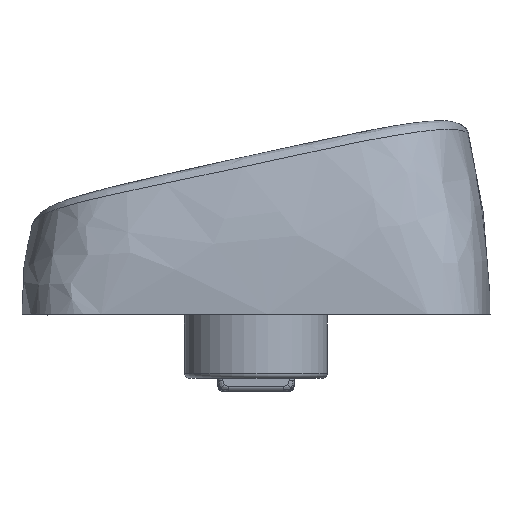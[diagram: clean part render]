
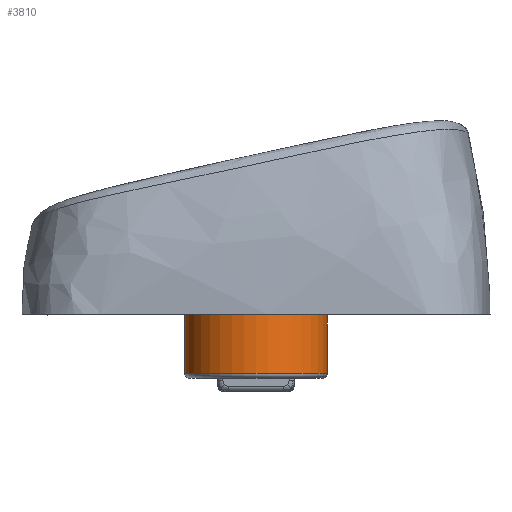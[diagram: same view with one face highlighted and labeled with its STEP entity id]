
A CAD part, left-side view. The second image highlights one B-rep face of the part: STEP entity #3810.
In plain terms, the highlighted cylindrical face has radius 2.75 mm (diameter 5.5 mm), a full revolution.
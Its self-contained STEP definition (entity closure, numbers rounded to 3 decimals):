
#39=CYLINDRICAL_SURFACE('',#4125,2.75);
#116=LINE('',#9055,#270);
#270=VECTOR('',#4675,2.75);
#538=FACE_OUTER_BOUND('',#752,.T.);
#752=EDGE_LOOP('',(#2723,#2724,#2725,#2726,#2727));
#1051=CIRCLE('',#4118,2.75);
#1052=CIRCLE('',#4119,2.75);
#1057=CIRCLE('',#4126,2.75);
#1534=VERTEX_POINT('',#9015);
#1535=VERTEX_POINT('',#9017);
#1552=VERTEX_POINT('',#9054);
#2017=EDGE_CURVE('',#1534,#1535,#1051,.T.);
#2018=EDGE_CURVE('',#1535,#1534,#1052,.T.);
#2035=EDGE_CURVE('',#1535,#1552,#116,.T.);
#2036=EDGE_CURVE('',#1552,#1552,#1057,.T.);
#2723=ORIENTED_EDGE('',*,*,#2018,.F.);
#2724=ORIENTED_EDGE('',*,*,#2035,.T.);
#2725=ORIENTED_EDGE('',*,*,#2036,.F.);
#2726=ORIENTED_EDGE('',*,*,#2035,.F.);
#2727=ORIENTED_EDGE('',*,*,#2017,.F.);
#3810=ADVANCED_FACE('',(#538),#39,.T.);
#4118=AXIS2_PLACEMENT_3D('',#9018,#4647,#4648);
#4119=AXIS2_PLACEMENT_3D('',#9019,#4649,#4650);
#4125=AXIS2_PLACEMENT_3D('',#9053,#4673,#4674);
#4126=AXIS2_PLACEMENT_3D('',#9056,#4676,#4677);
#4647=DIRECTION('center_axis',(0.,0.,-1.));
#4648=DIRECTION('ref_axis',(1.,0.,0.));
#4649=DIRECTION('center_axis',(0.,0.,-1.));
#4650=DIRECTION('ref_axis',(1.,0.,0.));
#4673=DIRECTION('center_axis',(0.,0.,-1.));
#4674=DIRECTION('ref_axis',(1.,0.,0.));
#4675=DIRECTION('',(0.,0.,1.));
#4676=DIRECTION('center_axis',(0.,0.,1.));
#4677=DIRECTION('ref_axis',(1.,0.,0.));
#9015=CARTESIAN_POINT('',(-9.25,0.,-3.1));
#9017=CARTESIAN_POINT('',(-14.75,0.,-3.1));
#9018=CARTESIAN_POINT('Origin',(-12.,0.,-3.1));
#9019=CARTESIAN_POINT('Origin',(-12.,0.,-3.1));
#9053=CARTESIAN_POINT('Origin',(-12.,0.,0.));
#9054=CARTESIAN_POINT('',(-14.75,0.,-0.25));
#9055=CARTESIAN_POINT('',(-14.75,0.,0.));
#9056=CARTESIAN_POINT('Origin',(-12.,0.,-0.25));
